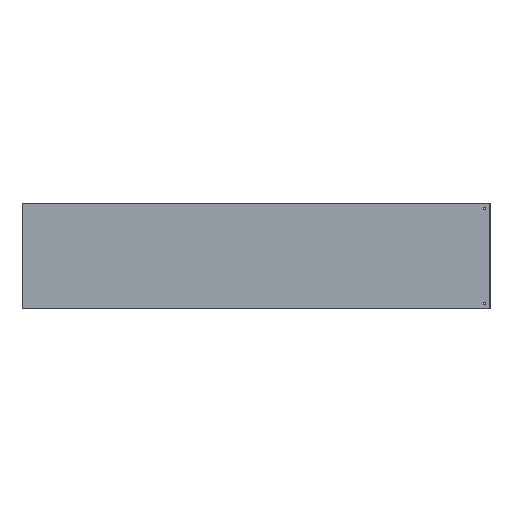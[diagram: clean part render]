
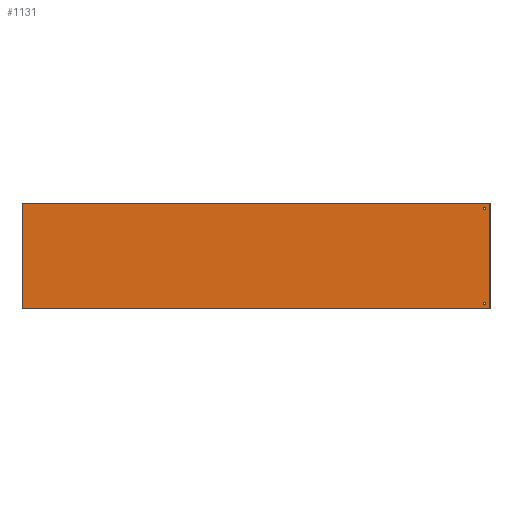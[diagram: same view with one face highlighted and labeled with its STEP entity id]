
A CAD part, top view. The second image highlights one B-rep face of the part: STEP entity #1131.
In plain terms, the highlighted planar face has unit normal (0, 0, 1).
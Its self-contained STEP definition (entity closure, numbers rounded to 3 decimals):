
#34 = VECTOR ( 'NONE', #1576, 1000. ) ;
#70 = VECTOR ( 'NONE', #1574, 1000. ) ;
#105 = CIRCLE ( 'NONE', #2375, 4. ) ;
#132 = FACE_OUTER_BOUND ( 'NONE', #2867, .T. ) ;
#162 = FACE_BOUND ( 'NONE', #2634, .T. ) ;
#340 = CIRCLE ( 'NONE', #2368, 4. ) ;
#384 = FACE_BOUND ( 'NONE', #2601, .T. ) ;
#400 = LINE ( 'NONE', #1573, #70 ) ;
#434 = LINE ( 'NONE', #1565, #34 ) ;
#481 = VECTOR ( 'NONE', #1546, 1000. ) ;
#482 = LINE ( 'NONE', #1545, #481 ) ;
#483 = VECTOR ( 'NONE', #1544, 1000. ) ;
#484 = LINE ( 'NONE', #1543, #483 ) ;
#700 = CIRCLE ( 'NONE', #2338, 4. ) ;
#750 = CIRCLE ( 'NONE', #2340, 4. ) ;
#806 = VERTEX_POINT ( 'NONE', #1243 ) ;
#808 = VERTEX_POINT ( 'NONE', #1245 ) ;
#811 = VERTEX_POINT ( 'NONE', #1248 ) ;
#825 = VERTEX_POINT ( 'NONE', #1262 ) ;
#897 = EDGE_CURVE ( 'NONE', #825, #811, #700, .T. ) ;
#900 = EDGE_CURVE ( 'NONE', #808, #806, #750, .T. ) ;
#981 = EDGE_CURVE ( 'NONE', #1174, #1172, #484, .T. ) ;
#982 = EDGE_CURVE ( 'NONE', #1175, #1174, #482, .T. ) ;
#994 = EDGE_CURVE ( 'NONE', #1173, #1175, #400, .T. ) ;
#995 = EDGE_CURVE ( 'NONE', #1172, #1173, #434, .T. ) ;
#996 = EDGE_CURVE ( 'NONE', #811, #825, #105, .T. ) ;
#997 = EDGE_CURVE ( 'NONE', #806, #808, #340, .T. ) ;
#1131 = ADVANCED_FACE ( 'NONE', ( #384, #162, #132 ), #1971, .T. ) ;
#1172 = VERTEX_POINT ( 'NONE', #2100 ) ;
#1173 = VERTEX_POINT ( 'NONE', #2093 ) ;
#1174 = VERTEX_POINT ( 'NONE', #2101 ) ;
#1175 = VERTEX_POINT ( 'NONE', #2102 ) ;
#1243 = CARTESIAN_POINT ( 'NONE',  ( 825., 172., 1.5 ) ) ;
#1245 = CARTESIAN_POINT ( 'NONE',  ( 833., 172., 1.5 ) ) ;
#1248 = CARTESIAN_POINT ( 'NONE',  ( 825., -172., 1.5 ) ) ;
#1262 = CARTESIAN_POINT ( 'NONE',  ( 833., -172., 1.5 ) ) ;
#1343 = CARTESIAN_POINT ( 'NONE',  ( 829., -172., 1.5 ) ) ;
#1344 = DIRECTION ( 'NONE',  ( 0., 0., -1. ) ) ;
#1345 = DIRECTION ( 'NONE',  ( 1., 0., 0. ) ) ;
#1346 = CARTESIAN_POINT ( 'NONE',  ( 829., 172., 1.5 ) ) ;
#1350 = DIRECTION ( 'NONE',  ( 0., 0., -1. ) ) ;
#1351 = DIRECTION ( 'NONE',  ( 1., 0., 0. ) ) ;
#1543 = CARTESIAN_POINT ( 'NONE',  ( 846.9, 189.99, 1.5 ) ) ;
#1544 = DIRECTION ( 'NONE',  ( 0., -1., 0. ) ) ;
#1545 = CARTESIAN_POINT ( 'NONE',  ( -847., 189.99, 1.5 ) ) ;
#1546 = DIRECTION ( 'NONE',  ( 1., 0., 0. ) ) ;
#1565 = CARTESIAN_POINT ( 'NONE',  ( 847., -189.99, 1.5 ) ) ;
#1572 = CARTESIAN_POINT ( 'NONE',  ( 829., 172., 1.5 ) ) ;
#1573 = CARTESIAN_POINT ( 'NONE',  ( -846.9, -189.99, 1.5 ) ) ;
#1574 = DIRECTION ( 'NONE',  ( 0., 1., 0. ) ) ;
#1575 = CARTESIAN_POINT ( 'NONE',  ( 829., -172., 1.5 ) ) ;
#1576 = DIRECTION ( 'NONE',  ( -1., 0., 0. ) ) ;
#1578 = DIRECTION ( 'NONE',  ( 0., 0., -1. ) ) ;
#1579 = DIRECTION ( 'NONE',  ( 1., 0., 0. ) ) ;
#1580 = DIRECTION ( 'NONE',  ( 0., 0., -1. ) ) ;
#1581 = DIRECTION ( 'NONE',  ( 1., 0., 0. ) ) ;
#1966 = CARTESIAN_POINT ( 'NONE',  ( -847., -190., 1.5 ) ) ;
#1971 = PLANE ( 'NONE',  #2465 ) ;
#1972 = DIRECTION ( 'NONE',  ( 0., 0., 1. ) ) ;
#1973 = DIRECTION ( 'NONE',  ( 1., 0., 0. ) ) ;
#2093 = CARTESIAN_POINT ( 'NONE',  ( -846.9, -189.99, 1.5 ) ) ;
#2100 = CARTESIAN_POINT ( 'NONE',  ( 846.9, -189.99, 1.5 ) ) ;
#2101 = CARTESIAN_POINT ( 'NONE',  ( 846.9, 189.99, 1.5 ) ) ;
#2102 = CARTESIAN_POINT ( 'NONE',  ( -846.9, 189.99, 1.5 ) ) ;
#2338 = AXIS2_PLACEMENT_3D ( 'NONE', #1343, #1344, #1345 ) ;
#2340 = AXIS2_PLACEMENT_3D ( 'NONE', #1346, #1350, #1351 ) ;
#2368 = AXIS2_PLACEMENT_3D ( 'NONE', #1572, #1580, #1581 ) ;
#2375 = AXIS2_PLACEMENT_3D ( 'NONE', #1575, #1578, #1579 ) ;
#2465 = AXIS2_PLACEMENT_3D ( 'NONE', #1966, #1972, #1973 ) ;
#2601 = EDGE_LOOP ( 'NONE', ( #3002, #2815 ) ) ;
#2634 = EDGE_LOOP ( 'NONE', ( #3020, #2803 ) ) ;
#2723 = ORIENTED_EDGE ( 'NONE', *, *, #994, .F. ) ;
#2726 = ORIENTED_EDGE ( 'NONE', *, *, #982, .F. ) ;
#2803 = ORIENTED_EDGE ( 'NONE', *, *, #900, .T. ) ;
#2810 = ORIENTED_EDGE ( 'NONE', *, *, #981, .F. ) ;
#2815 = ORIENTED_EDGE ( 'NONE', *, *, #897, .T. ) ;
#2866 = ORIENTED_EDGE ( 'NONE', *, *, #995, .F. ) ;
#2867 = EDGE_LOOP ( 'NONE', ( #2866, #2810, #2726, #2723 ) ) ;
#3002 = ORIENTED_EDGE ( 'NONE', *, *, #996, .T. ) ;
#3020 = ORIENTED_EDGE ( 'NONE', *, *, #997, .T. ) ;
